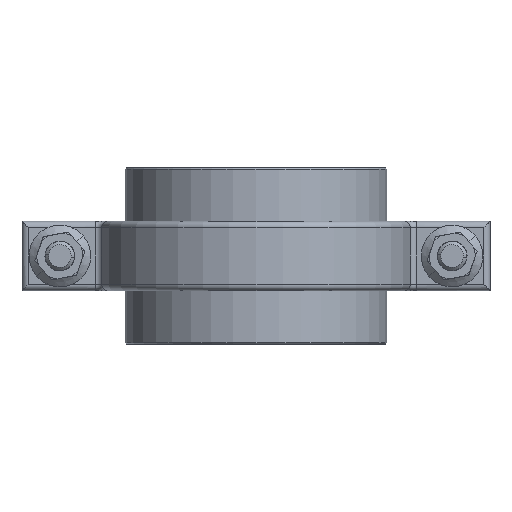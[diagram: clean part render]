
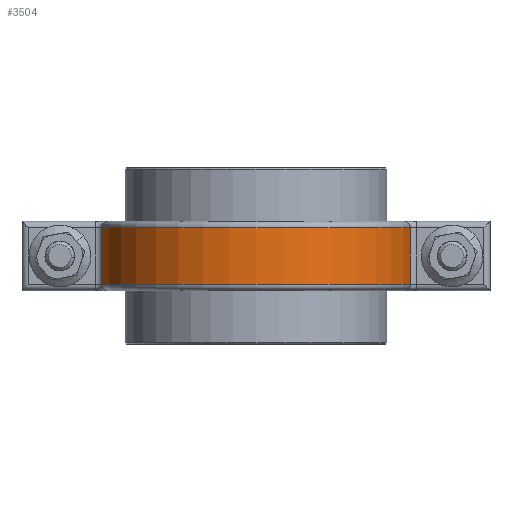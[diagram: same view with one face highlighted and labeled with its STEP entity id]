
A CAD part, front view. The second image highlights one B-rep face of the part: STEP entity #3504.
In plain terms, the highlighted cylindrical face has radius 53.33 mm (diameter 106.659 mm), a partial arc.
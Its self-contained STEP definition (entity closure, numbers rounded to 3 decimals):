
#1298 = DIRECTION ( 'NONE',  ( 0., 0., 1. ) ) ;
#1299 = VECTOR ( 'NONE', #1298, 1000. ) ;
#1300 = CARTESIAN_POINT ( 'NONE',  ( -52.496, 9.389, 179.529 ) ) ;
#1301 = DIRECTION ( 'NONE',  ( 1., 0., 0. ) ) ;
#1302 = DIRECTION ( 'NONE',  ( 0., 0., -1. ) ) ;
#1303 = CARTESIAN_POINT ( 'NONE',  ( 0., 0., 9.701 ) ) ;
#1304 = AXIS2_PLACEMENT_3D ( 'NONE', #1303, #1302, #1301 ) ;
#1305 = CIRCLE ( 'NONE', #1304, 53.329 ) ;
#1306 = LINE ( 'NONE', #1300, #1299 ) ;
#1307 = CARTESIAN_POINT ( 'NONE',  ( 52.496, 9.389, -9.701 ) ) ;
#1308 = DIRECTION ( 'NONE',  ( 1., 0., 0. ) ) ;
#1309 = DIRECTION ( 'NONE',  ( 0., 0., 1. ) ) ;
#1310 = CARTESIAN_POINT ( 'NONE',  ( 0., 0., -9.701 ) ) ;
#1311 = AXIS2_PLACEMENT_3D ( 'NONE', #1310, #1309, #1308 ) ;
#1316 = CIRCLE ( 'NONE', #1311, 53.329 ) ;
#1349 = DIRECTION ( 'NONE',  ( -1., 0., 0. ) ) ;
#1350 = DIRECTION ( 'NONE',  ( 0., 0., -1. ) ) ;
#1351 = AXIS2_PLACEMENT_3D ( 'NONE', #1354, #1350, #1349 ) ;
#1352 = CYLINDRICAL_SURFACE ( 'NONE', #1351, 53.329 ) ;
#1354 = CARTESIAN_POINT ( 'NONE',  ( 0., 0., 179.529 ) ) ;
#1355 = FACE_OUTER_BOUND ( 'NONE', #3492, .T. ) ;
#1356 = CARTESIAN_POINT ( 'NONE',  ( -52.496, 9.389, 9.701 ) ) ;
#1357 = CARTESIAN_POINT ( 'NONE',  ( -52.496, 9.389, -9.701 ) ) ;
#1358 = CARTESIAN_POINT ( 'NONE',  ( 52.496, 9.389, 9.701 ) ) ;
#1433 = DIRECTION ( 'NONE',  ( 0., 0., -1. ) ) ;
#1434 = VECTOR ( 'NONE', #1433, 1000. ) ;
#1435 = CARTESIAN_POINT ( 'NONE',  ( 52.496, 9.389, 179.529 ) ) ;
#1436 = LINE ( 'NONE', #1435, #1434 ) ;
#3491 = ORIENTED_EDGE ( 'NONE', *, *, #3497, .T. ) ;
#3492 = EDGE_LOOP ( 'NONE', ( #3493, #3502, #3491, #3559 ) ) ;
#3493 = ORIENTED_EDGE ( 'NONE', *, *, #3494, .T. ) ;
#3494 = EDGE_CURVE ( 'NONE', #3495, #3501, #1316, .T. ) ;
#3495 = VERTEX_POINT ( 'NONE', #1307 ) ;
#3497 = EDGE_CURVE ( 'NONE', #3503, #3500, #1305, .T. ) ;
#3498 = EDGE_CURVE ( 'NONE', #3501, #3503, #1306, .T. ) ;
#3500 = VERTEX_POINT ( 'NONE', #1358 ) ;
#3501 = VERTEX_POINT ( 'NONE', #1357 ) ;
#3502 = ORIENTED_EDGE ( 'NONE', *, *, #3498, .T. ) ;
#3503 = VERTEX_POINT ( 'NONE', #1356 ) ;
#3504 = ADVANCED_FACE ( 'NONE', ( #1355 ), #1352, .T. ) ;
#3559 = ORIENTED_EDGE ( 'NONE', *, *, #3560, .T. ) ;
#3560 = EDGE_CURVE ( 'NONE', #3500, #3495, #1436, .T. ) ;
